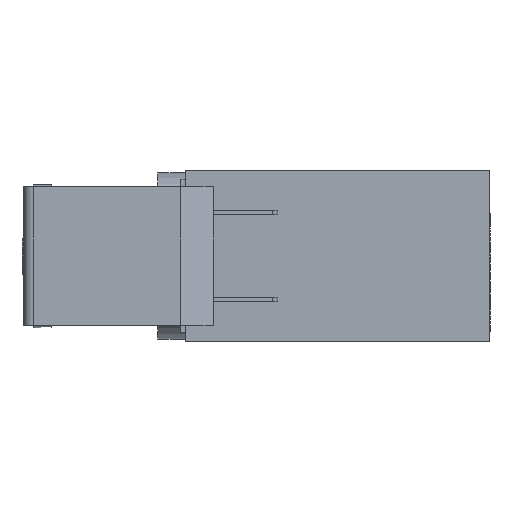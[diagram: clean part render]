
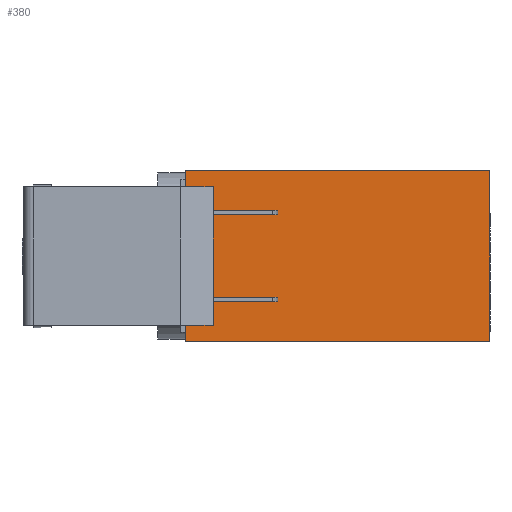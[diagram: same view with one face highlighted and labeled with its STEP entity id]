
A CAD part, left-side view. The second image highlights one B-rep face of the part: STEP entity #380.
In plain terms, the highlighted planar face has unit normal (-1, 0, 0).
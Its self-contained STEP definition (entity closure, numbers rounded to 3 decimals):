
#341=CARTESIAN_POINT('',(-46.5,-0.5,0.));
#342=DIRECTION('',(1.0,0.0,0.0));
#343=DIRECTION('',(0.0,0.0,-1.0));
#344=AXIS2_PLACEMENT_3D('',#341,#342,#343);
#345=PLANE('',#344);
#346=CARTESIAN_POINT('',(-46.5,16.,9.25));
#347=VERTEX_POINT('',#346);
#348=CARTESIAN_POINT('',(-46.5,-17.,9.25));
#349=VERTEX_POINT('',#348);
#350=CARTESIAN_POINT('',(-46.5,16.,9.25));
#351=DIRECTION('',(0.0,-1.0,0.0));
#352=VECTOR('',#351,33.0);
#353=LINE('',#350,#352);
#354=EDGE_CURVE('',#347,#349,#353,.T.);
#355=ORIENTED_EDGE('',*,*,#354,.F.);
#356=CARTESIAN_POINT('',(-46.5,16.,-9.25));
#357=VERTEX_POINT('',#356);
#358=CARTESIAN_POINT('',(-46.5,16.,-9.25));
#359=DIRECTION('',(0.0,0.0,1.0));
#360=VECTOR('',#359,18.5);
#361=LINE('',#358,#360);
#362=EDGE_CURVE('',#357,#347,#361,.T.);
#363=ORIENTED_EDGE('',*,*,#362,.F.);
#364=CARTESIAN_POINT('',(-46.5,-17.0,-9.25));
#365=VERTEX_POINT('',#364);
#366=CARTESIAN_POINT('',(-46.5,-17.0,-9.25));
#367=DIRECTION('',(0.0,1.0,0.0));
#368=VECTOR('',#367,33.);
#369=LINE('',#366,#368);
#370=EDGE_CURVE('',#365,#357,#369,.T.);
#371=ORIENTED_EDGE('',*,*,#370,.F.);
#372=CARTESIAN_POINT('',(-46.5,-17.,9.25));
#373=DIRECTION('',(0.0,0.0,-1.0));
#374=VECTOR('',#373,18.5);
#375=LINE('',#372,#374);
#376=EDGE_CURVE('',#349,#365,#375,.T.);
#377=ORIENTED_EDGE('',*,*,#376,.F.);
#378=EDGE_LOOP('',(#355,#363,#371,#377));
#379=FACE_OUTER_BOUND('',#378,.T.);
#380=ADVANCED_FACE('',(#379),#345,.F.);
